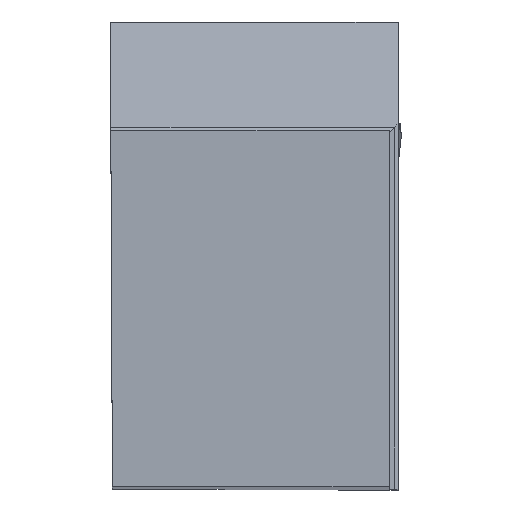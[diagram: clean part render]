
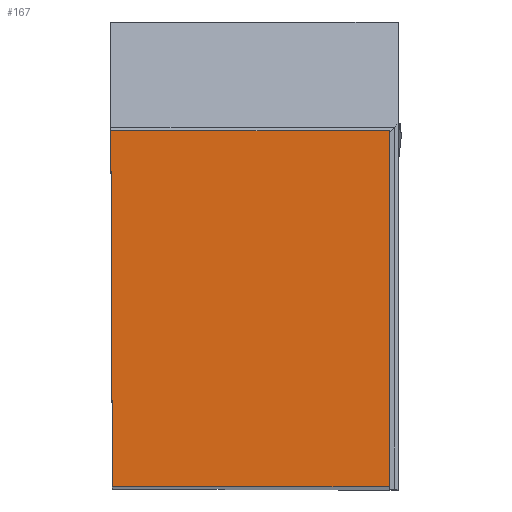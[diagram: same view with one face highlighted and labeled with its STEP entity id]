
A CAD part, top view. The second image highlights one B-rep face of the part: STEP entity #167.
In plain terms, the highlighted planar face has unit normal (0, 0, 1).
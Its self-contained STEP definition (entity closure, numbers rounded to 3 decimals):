
#167=ADVANCED_FACE('BLANK_BOXF006',(#268),#215,.F.);
#215=PLANE('',#1316);
#268=FACE_OUTER_BOUND('',#326,.T.);
#326=EDGE_LOOP('',(#596,#597,#598,#599));
#596=ORIENTED_EDGE('',*,*,#917,.T.);
#597=ORIENTED_EDGE('',*,*,#918,.T.);
#598=ORIENTED_EDGE('',*,*,#913,.T.);
#599=ORIENTED_EDGE('',*,*,#882,.T.);
#750=VERTEX_POINT('',#1929);
#751=VERTEX_POINT('',#1931);
#773=VERTEX_POINT('',#1988);
#776=VERTEX_POINT('',#1996);
#882=EDGE_CURVE('',#751,#750,#1010,.T.);
#913=EDGE_CURVE('',#773,#751,#1036,.T.);
#917=EDGE_CURVE('',#750,#776,#1040,.T.);
#918=EDGE_CURVE('',#776,#773,#1041,.T.);
#1010=LINE('',#1930,#1132);
#1036=LINE('',#1987,#1158);
#1040=LINE('',#1995,#1162);
#1041=LINE('',#1997,#1163);
#1132=VECTOR('',#1543,1.);
#1158=VECTOR('',#1587,1.);
#1162=VECTOR('',#1593,1.);
#1163=VECTOR('',#1594,1.);
#1316=AXIS2_PLACEMENT_3D('',#1998,#1595,#1596);
#1543=DIRECTION('',(1.,0.,0.));
#1587=DIRECTION('',(0.004,-1.,0.));
#1593=DIRECTION('',(0.,1.,0.));
#1594=DIRECTION('',(-1.,0.,0.));
#1595=DIRECTION('',(0.,0.,-1.));
#1596=DIRECTION('',(0.,-1.,0.));
#1929=CARTESIAN_POINT('',(24.875,0.,0.));
#1930=CARTESIAN_POINT('',(-170.6,0.,0.));
#1931=CARTESIAN_POINT('',(0.139,0.,0.));
#1987=CARTESIAN_POINT('',(-0.605,170.598,0.));
#1988=CARTESIAN_POINT('',(0.,31.85,0.));
#1995=CARTESIAN_POINT('',(24.875,-170.6,0.));
#1996=CARTESIAN_POINT('',(24.875,31.85,0.));
#1997=CARTESIAN_POINT('',(170.6,31.85,0.));
#1998=CARTESIAN_POINT('',(25.675,-5.,0.));
